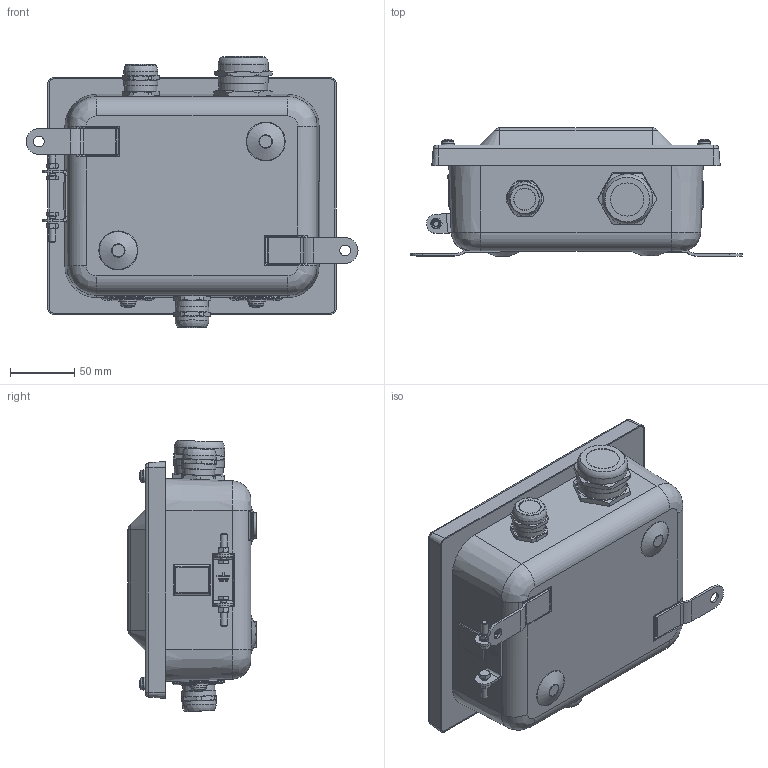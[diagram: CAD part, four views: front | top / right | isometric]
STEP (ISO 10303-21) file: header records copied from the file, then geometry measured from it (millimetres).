
FILE_DESCRIPTION(/* description */ ('','CAx-IF Rec.Pracs.---Representation and Presentation of Product Manufacturing Information (PMI)---4.0---2014-10-13'),/* implementation_level */ '2;1');
FILE_NAME(/* name */ 'ЗЭТАРУС КЗНС-08 (zeta30314).stp',/* time_stamp */ '2022-08-24T15:31:52+07:00',/* author */ ('zeta-09'),/* organization */ (''),/* preprocessor_version */ 'ST-DEVELOPER v18.1',/* originating_system */ 'Autodesk Inventor 2021',/* authorisation */ '');
FILE_SCHEMA (('AP242_MANAGED_MODEL_BASED_3D_ENGINEERING_MIM_LF { 1 0 10303 442 1 1 4 }'));
Length unit declared in the file: millimetre
Products named in the file (1): Деталь1
Bounding box: 259 x 100 x 211.59 mm (x, y, z)
Volume: 2793940.1 mm3; surface area: 201730.4 mm2
Topology: 1 solids, 5 shells, 603 faces, 1509 edges, 947 vertices
Faces by surface type: plane 258, cone 128, cylinder 120, torus 61, bspline 26, sphere 10
Full cylindrical faces by diameter (mm): 4.567 x2, 5 x4, 5.5 x2, 6.7 x2, 8.5 x2, 10 x4, 14 x2, 16.8 x2, 25 x2, 25.9 x1, 26.5 x4, 36 x2, 38 x1, 39.3 x2
Entity records: 19641 total; most frequent: CARTESIAN_POINT 5039, ORIENTED_EDGE 2971, DIRECTION 2891, EDGE_CURVE 1491, AXIS2_PLACEMENT_3D 1157, VERTEX_POINT 947, EDGE_LOOP 664, FACE_OUTER_BOUND 603
